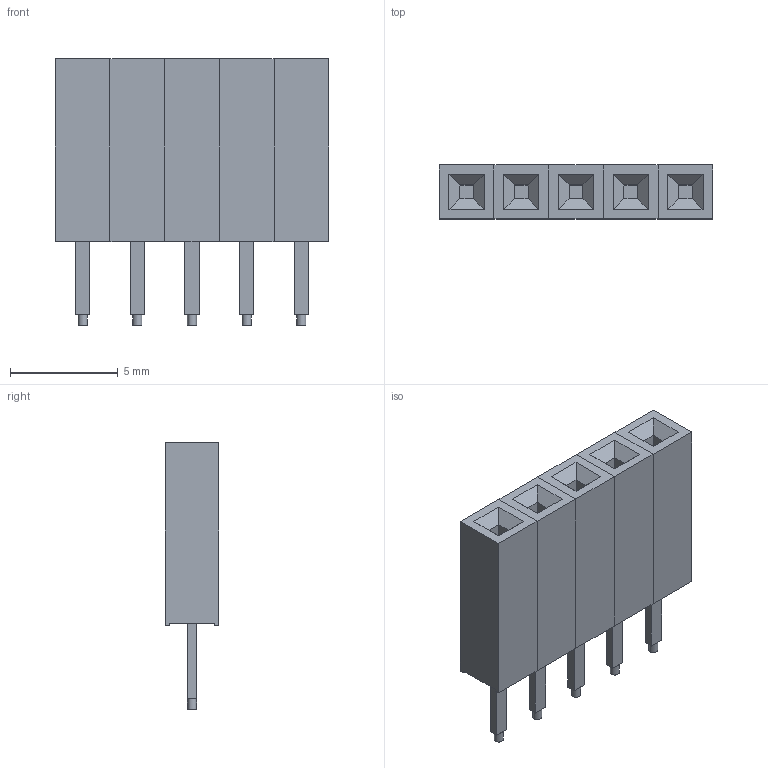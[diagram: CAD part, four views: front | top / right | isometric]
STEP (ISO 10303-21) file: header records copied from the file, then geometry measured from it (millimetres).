
FILE_DESCRIPTION(('STEP AP214'), '1');
FILE_NAME('ÑÍÏ346-13õ1', '2019-04-04T06:45:34', ('UNSPECIFIED'), ('UNSPECIFIED'), 'ASCON STEP Converter 1.3', 'ASCON Math Kernel', '');
FILE_SCHEMA(('AUTOMOTIVE_DESIGN { 1 0 10303 214 3 1 1}'));
Length unit declared in the file: millimetre
Assembly tree (5 placements, depth 2):
  (unnamed)
    (unnamed)  x5
Bounding box: 12.7 x 2.5 x 12.4 mm (x, y, z)
Volume: 259.8 mm3; surface area: 596.1 mm2
Topology: 5 solids, 5 shells, 135 faces, 315 edges, 200 vertices
Faces by surface type: plane 130, cylinder 5
Full cylindrical faces by diameter (mm): 0.42 x5
Entity records: 1158 total; most frequent: CARTESIAN_POINT 135, DIRECTION 132, ORIENTED_EDGE 124, EDGE_CURVE 62, LINE 58, VECTOR 58, VERTEX_POINT 40, AXIS2_PLACEMENT_3D 37
